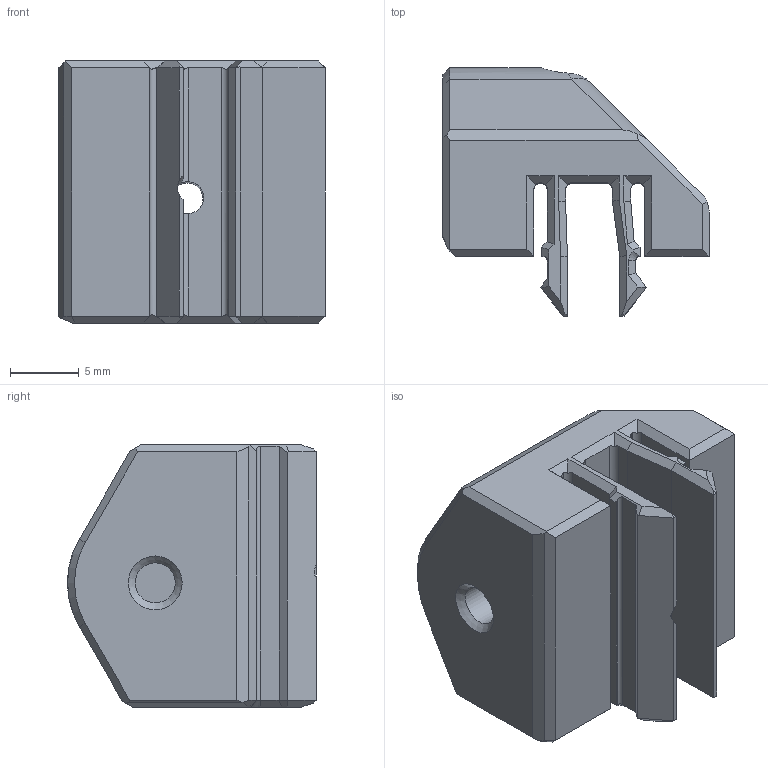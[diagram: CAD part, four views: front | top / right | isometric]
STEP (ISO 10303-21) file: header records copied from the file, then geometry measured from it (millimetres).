
FILE_DESCRIPTION(/* description */ (''),/* implementation_level */ '2;1');
FILE_NAME(/* name */ 'ZeroPanels 2020_Magnet_Receiver_Half_Inch.step',/* time_stamp */ '2024-02-05T14:33:26-06:00',/* author */ (''),/* organization */ (''),/* preprocessor_version */ 'ST-DEVELOPER v20',/* originating_system */ 'Autodesk Translation Framework v12.14.0.127',/* authorisation */ '');
FILE_SCHEMA (('AUTOMOTIVE_DESIGN { 1 0 10303 214 3 1 1 }'));
Length unit declared in the file: millimetre
Products named in the file (1): ZeroPanels 2020_Magnet_Receiver_Half_Inch
Bounding box: 19.3 x 18.03 x 19 mm (x, y, z)
Volume: 3211 mm3; surface area: 2403 mm2
Topology: 1 solids, 1 shells, 138 faces, 359 edges, 223 vertices
Faces by surface type: plane 110, cylinder 16, bspline 6, cone 6
Full cylindrical faces by diameter (mm): 2.3 x1, 2.9 x1, 4.5 x1
Entity records: 4362 total; most frequent: CARTESIAN_POINT 968, ORIENTED_EDGE 718, DIRECTION 663, EDGE_CURVE 359, LINE 279, VECTOR 279, VERTEX_POINT 223, AXIS2_PLACEMENT_3D 192
